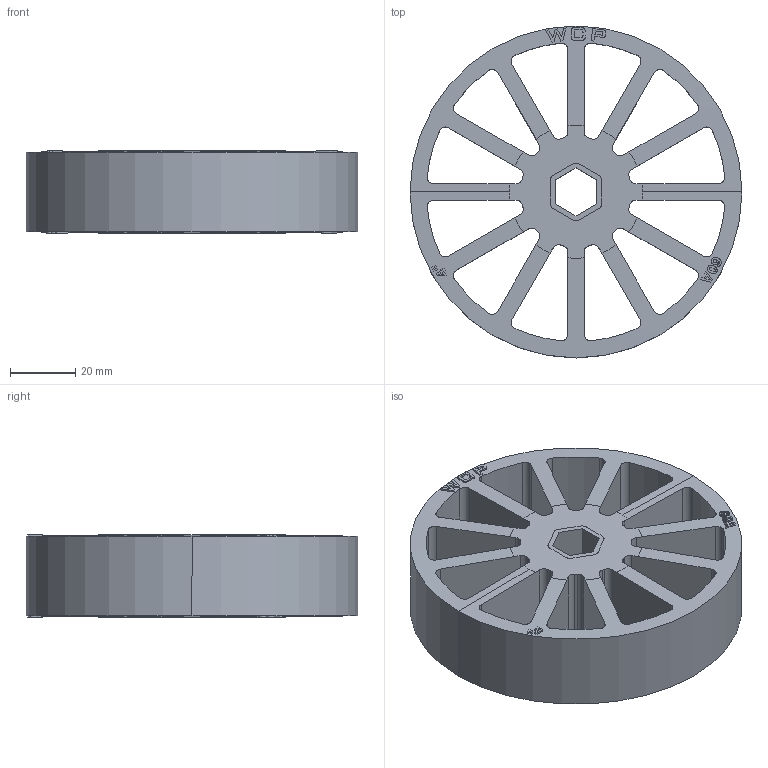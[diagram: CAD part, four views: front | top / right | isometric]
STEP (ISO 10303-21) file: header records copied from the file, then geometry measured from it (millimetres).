
FILE_DESCRIPTION (( 'STEP AP214' ), '1' );
FILE_NAME ('WCP-1304 Rev1.step', '2025-04-09T23:23:43', ( '' ), ( '' ), 'SwSTEP 2.0', 'SolidWorks 2022', '' );
FILE_SCHEMA (( 'AUTOMOTIVE_DESIGN' ));
Length unit declared in the file: inch
Products named in the file (3): WCP-1293-001 Rev1; WCP-1304 Rev1; 4.000in x 1.000in Straight Flex Wheel (0.500in Hex) Overmold Rev1_60A
Assembly tree (2 placements, depth 2):
  WCP-1304 Rev1
    4.000in x 1.000in Straight Flex Wheel (0.500in Hex) Overmold Rev1_60A
    WCP-1293-001 Rev1
Bounding box: 101.6 x 101.6 x 25.4 mm (x, y, z)
Volume: 100676.8 mm3; surface area: 48759.8 mm2
Topology: 2 solids, 2 shells, 1148 faces, 2958 edges, 1774 vertices
Faces by surface type: bspline 358, cylinder 356, plane 340, torus 64, cone 30
Entity records: 45754 total; most frequent: CARTESIAN_POINT 21109, ORIENTED_EDGE 5916, DIRECTION 4170, EDGE_CURVE 2958, VERTEX_POINT 1774, AXIS2_PLACEMENT_3D 1515, EDGE_LOOP 1184, FACE_OUTER_BOUND 1148
